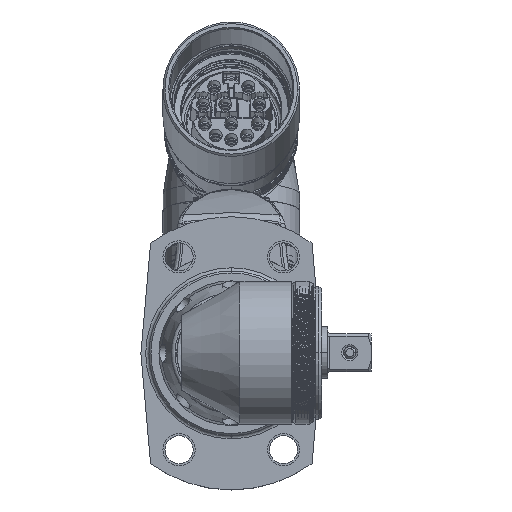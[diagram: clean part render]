
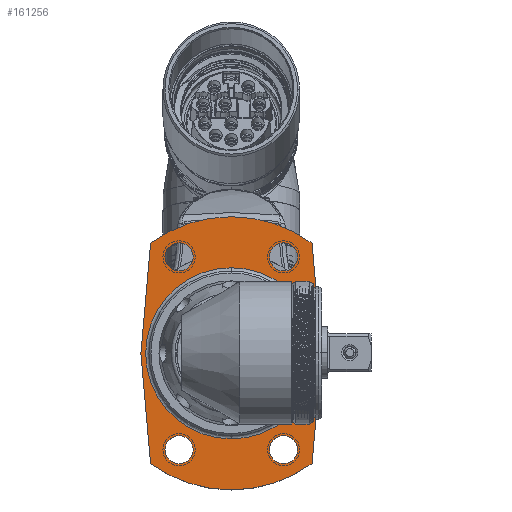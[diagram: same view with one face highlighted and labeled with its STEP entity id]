
A CAD part, top view. The second image highlights one B-rep face of the part: STEP entity #161256.
In plain terms, the highlighted planar face has unit normal (0, 0, 1).
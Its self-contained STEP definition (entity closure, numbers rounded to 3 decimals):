
#154355=CARTESIAN_POINT('',(0.,0.,0.));
#154356=DIRECTION('',(0.,0.,1.));
#154357=DIRECTION('',(-0.591,-0.807,0.));
#154358=AXIS2_PLACEMENT_3D('',#154355,#154356,#154357);
#154370=CARTESIAN_POINT('',(0.,0.,0.));
#154371=DIRECTION('',(0.,0.,1.));
#154372=DIRECTION('',(0.591,0.807,0.));
#154373=AXIS2_PLACEMENT_3D('',#154370,#154371,#154372);
#154407=DIRECTION('',(-0.087,-0.996,0.));
#154408=VECTOR('',#154407,27.527);
#154409=CARTESIAN_POINT('',(22.5,0.,0.));
#154410=LINE('',#154409,#154408);
#154414=DIRECTION('',(-0.087,0.996,0.));
#154415=VECTOR('',#154414,27.527);
#154416=CARTESIAN_POINT('',(-20.101,-27.422,0.));
#154417=LINE('',#154416,#154415);
#154421=DIRECTION('',(0.087,0.996,0.));
#154422=VECTOR('',#154421,27.527);
#154423=CARTESIAN_POINT('',(-22.5,0.,0.));
#154424=LINE('',#154423,#154422);
#154428=DIRECTION('',(0.087,-0.996,0.));
#154429=VECTOR('',#154428,27.527);
#154430=CARTESIAN_POINT('',(20.101,27.422,0.));
#154431=LINE('',#154430,#154429);
#154435=CARTESIAN_POINT('',(-13.,24.,0.));
#154436=DIRECTION('',(0.,0.,1.));
#154437=DIRECTION('',(-1.,0.,0.));
#154438=AXIS2_PLACEMENT_3D('',#154435,#154436,#154437);
#154443=CARTESIAN_POINT('',(-13.,24.,0.));
#154444=DIRECTION('',(0.,0.,1.));
#154445=DIRECTION('',(1.,0.,0.));
#154446=AXIS2_PLACEMENT_3D('',#154443,#154444,#154445);
#154451=CARTESIAN_POINT('',(-13.,-24.,0.));
#154452=DIRECTION('',(0.,0.,1.));
#154453=DIRECTION('',(-1.,0.,0.));
#154454=AXIS2_PLACEMENT_3D('',#154451,#154452,#154453);
#154459=CARTESIAN_POINT('',(-13.,-24.,0.));
#154460=DIRECTION('',(0.,0.,1.));
#154461=DIRECTION('',(1.,0.,0.));
#154462=AXIS2_PLACEMENT_3D('',#154459,#154460,#154461);
#154467=CARTESIAN_POINT('',(13.,24.,0.));
#154468=DIRECTION('',(0.,0.,1.));
#154469=DIRECTION('',(-1.,0.,0.));
#154470=AXIS2_PLACEMENT_3D('',#154467,#154468,#154469);
#154475=CARTESIAN_POINT('',(13.,24.,0.));
#154476=DIRECTION('',(0.,0.,1.));
#154477=DIRECTION('',(1.,0.,0.));
#154478=AXIS2_PLACEMENT_3D('',#154475,#154476,#154477);
#154483=CARTESIAN_POINT('',(13.,-24.,0.));
#154484=DIRECTION('',(0.,0.,1.));
#154485=DIRECTION('',(-1.,0.,0.));
#154486=AXIS2_PLACEMENT_3D('',#154483,#154484,#154485);
#154491=CARTESIAN_POINT('',(13.,-24.,0.));
#154492=DIRECTION('',(0.,0.,1.));
#154493=DIRECTION('',(1.,0.,0.));
#154494=AXIS2_PLACEMENT_3D('',#154491,#154492,#154493);
#154499=CARTESIAN_POINT('',(0.,0.,0.));
#154500=DIRECTION('',(0.,0.,-1.));
#154501=DIRECTION('',(0.,-1.,0.));
#154502=AXIS2_PLACEMENT_3D('',#154499,#154500,#154501);
#154507=CARTESIAN_POINT('',(0.,0.,0.));
#154508=DIRECTION('',(0.,0.,-1.));
#154509=DIRECTION('',(0.,1.,0.));
#154510=AXIS2_PLACEMENT_3D('',#154507,#154508,#154509);
#159739=CARTESIAN_POINT('',(20.101,-27.422,0.));
#159740=VERTEX_POINT('',#159739);
#159741=CARTESIAN_POINT('',(20.101,27.422,0.));
#159742=VERTEX_POINT('',#159741);
#159743=CARTESIAN_POINT('',(22.5,0.,0.));
#159744=VERTEX_POINT('',#159743);
#159745=CARTESIAN_POINT('',(-22.5,0.,0.));
#159746=CARTESIAN_POINT('',(-20.101,27.422,0.));
#159747=VERTEX_POINT('',#159745);
#159748=VERTEX_POINT('',#159746);
#159749=CARTESIAN_POINT('',(-20.101,-27.422,0.));
#159750=VERTEX_POINT('',#159749);
#160607=CARTESIAN_POINT('',(-16.5,24.,0.));
#160608=VERTEX_POINT('',#160607);
#160609=CARTESIAN_POINT('',(-9.5,24.,0.));
#160610=VERTEX_POINT('',#160609);
#160615=CARTESIAN_POINT('',(-16.5,-24.,0.));
#160616=VERTEX_POINT('',#160615);
#160617=CARTESIAN_POINT('',(-9.5,-24.,0.));
#160618=VERTEX_POINT('',#160617);
#160623=CARTESIAN_POINT('',(9.5,24.,0.));
#160624=VERTEX_POINT('',#160623);
#160625=CARTESIAN_POINT('',(16.5,24.,0.));
#160626=VERTEX_POINT('',#160625);
#160631=CARTESIAN_POINT('',(9.5,-24.,0.));
#160632=VERTEX_POINT('',#160631);
#160633=CARTESIAN_POINT('',(16.5,-24.,0.));
#160634=VERTEX_POINT('',#160633);
#160739=CARTESIAN_POINT('',(0.,-21.3,0.));
#160740=CARTESIAN_POINT('',(0.,21.3,0.));
#160741=VERTEX_POINT('',#160739);
#160742=VERTEX_POINT('',#160740);
#161212=CARTESIAN_POINT('',(0.,0.,0.));
#161213=DIRECTION('',(0.,0.,-1.));
#161214=DIRECTION('',(0.,-1.,0.));
#161215=AXIS2_PLACEMENT_3D('',#161212,#161213,#161214);
#161216=PLANE('',#161215);
#161217=ORIENTED_EDGE('',*,*,#161149,.T.);
#161218=ORIENTED_EDGE('',*,*,#161164,.F.);
#161219=ORIENTED_EDGE('',*,*,#161193,.T.);
#161220=ORIENTED_EDGE('',*,*,#161206,.T.);
#161221=ORIENTED_EDGE('',*,*,#161175,.F.);
#161223=ORIENTED_EDGE('',*,*,#161222,.T.);
#161224=EDGE_LOOP('',(#161217,#161218,#161219,#161220,#161221,#161223));
#161225=FACE_OUTER_BOUND('',#161224,.F.);
#161227=ORIENTED_EDGE('',*,*,#161226,.T.);
#161229=ORIENTED_EDGE('',*,*,#161228,.T.);
#161230=EDGE_LOOP('',(#161227,#161229));
#161231=FACE_BOUND('',#161230,.F.);
#161233=ORIENTED_EDGE('',*,*,#161232,.T.);
#161235=ORIENTED_EDGE('',*,*,#161234,.T.);
#161236=EDGE_LOOP('',(#161233,#161235));
#161237=FACE_BOUND('',#161236,.F.);
#161239=ORIENTED_EDGE('',*,*,#161238,.T.);
#161241=ORIENTED_EDGE('',*,*,#161240,.T.);
#161242=EDGE_LOOP('',(#161239,#161241));
#161243=FACE_BOUND('',#161242,.F.);
#161245=ORIENTED_EDGE('',*,*,#161244,.T.);
#161247=ORIENTED_EDGE('',*,*,#161246,.T.);
#161248=EDGE_LOOP('',(#161245,#161247));
#161249=FACE_BOUND('',#161248,.F.);
#161251=ORIENTED_EDGE('',*,*,#161250,.F.);
#161253=ORIENTED_EDGE('',*,*,#161252,.F.);
#161254=EDGE_LOOP('',(#161251,#161253));
#161255=FACE_BOUND('',#161254,.F.);
#154359=CIRCLE('',#154358,34.);
#154374=CIRCLE('',#154373,34.);
#154439=CIRCLE('',#154438,3.5);
#154447=CIRCLE('',#154446,3.5);
#154455=CIRCLE('',#154454,3.5);
#154463=CIRCLE('',#154462,3.5);
#154471=CIRCLE('',#154470,3.5);
#154479=CIRCLE('',#154478,3.5);
#154487=CIRCLE('',#154486,3.5);
#154495=CIRCLE('',#154494,3.5);
#154503=CIRCLE('',#154502,21.3);
#154511=CIRCLE('',#154510,21.3);
#161149=EDGE_CURVE('',#159744,#159740,#154410,.T.);
#161164=EDGE_CURVE('',#159750,#159740,#154359,.T.);
#161175=EDGE_CURVE('',#159742,#159748,#154374,.T.);
#161193=EDGE_CURVE('',#159750,#159747,#154417,.T.);
#161206=EDGE_CURVE('',#159747,#159748,#154424,.T.);
#161222=EDGE_CURVE('',#159742,#159744,#154431,.T.);
#161226=EDGE_CURVE('',#160608,#160610,#154439,.T.);
#161228=EDGE_CURVE('',#160610,#160608,#154447,.T.);
#161232=EDGE_CURVE('',#160616,#160618,#154455,.T.);
#161234=EDGE_CURVE('',#160618,#160616,#154463,.T.);
#161238=EDGE_CURVE('',#160624,#160626,#154471,.T.);
#161240=EDGE_CURVE('',#160626,#160624,#154479,.T.);
#161244=EDGE_CURVE('',#160632,#160634,#154487,.T.);
#161246=EDGE_CURVE('',#160634,#160632,#154495,.T.);
#161250=EDGE_CURVE('',#160741,#160742,#154503,.T.);
#161252=EDGE_CURVE('',#160742,#160741,#154511,.T.);
#161256=ADVANCED_FACE('',(#161225,#161231,#161237,#161243,#161249,#161255),
#161216,.F.);
